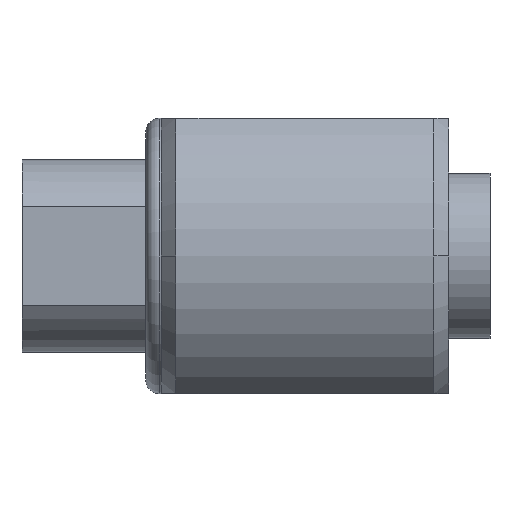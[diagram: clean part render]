
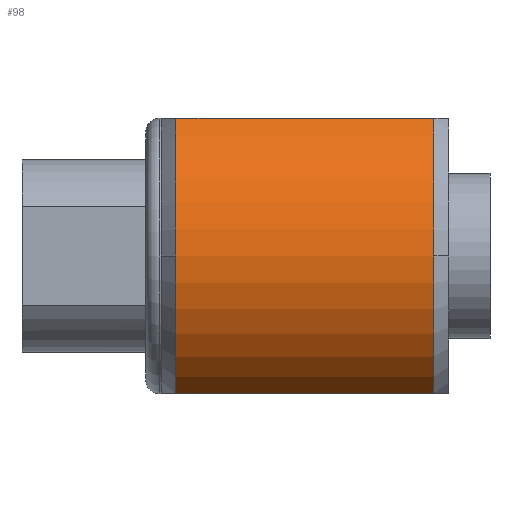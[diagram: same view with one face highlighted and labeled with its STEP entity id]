
A CAD part, front view. The second image highlights one B-rep face of the part: STEP entity #98.
In plain terms, the highlighted cylindrical face has radius 6 mm (diameter 12 mm), a partial arc.
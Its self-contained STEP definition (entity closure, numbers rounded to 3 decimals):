
#98=ADVANCED_FACE('',(#216),#217,.T.);
#216=FACE_OUTER_BOUND('',#363,.T.);
#217=CYLINDRICAL_SURFACE('',#364,6.0);
#363=EDGE_LOOP('',(#560,#561,#562,#563,#564,#565));
#364=AXIS2_PLACEMENT_3D('',#566,#567,#568);
#560=ORIENTED_EDGE('',*,*,#879,.T.);
#561=ORIENTED_EDGE('',*,*,#859,.T.);
#562=ORIENTED_EDGE('',*,*,#890,.T.);
#563=ORIENTED_EDGE('',*,*,#891,.T.);
#564=ORIENTED_EDGE('',*,*,#864,.T.);
#565=ORIENTED_EDGE('',*,*,#888,.T.);
#566=CARTESIAN_POINT('',(5.775,0.0,0.0));
#567=DIRECTION('',(1.0,0.0,0.0));
#568=DIRECTION('',(0.0,0.0,-1.0));
#859=EDGE_CURVE('',#1019,#1016,#1020,.T.);
#864=EDGE_CURVE('',#1028,#1025,#1029,.T.);
#879=EDGE_CURVE('',#1051,#1019,#1052,.T.);
#888=EDGE_CURVE('',#1025,#1051,#1062,.T.);
#890=EDGE_CURVE('',#1016,#1064,#1065,.T.);
#891=EDGE_CURVE('',#1064,#1028,#1066,.T.);
#1016=VERTEX_POINT('',#1245);
#1019=VERTEX_POINT('',#1249);
#1020=CIRCLE('',#1250,6.0);
#1025=VERTEX_POINT('',#1264);
#1028=VERTEX_POINT('',#1268);
#1029=CIRCLE('',#1269,6.0);
#1051=VERTEX_POINT('',#1313);
#1052=LINE('',#1314,#1315);
#1062=CIRCLE('',#1337,6.0);
#1064=VERTEX_POINT('',#1339);
#1065=CIRCLE('',#1340,6.0);
#1066=LINE('',#1341,#1342);
#1245=CARTESIAN_POINT('',(10.459,-6.0,0.));
#1249=CARTESIAN_POINT('',(10.459,-3.317,-5.0));
#1250=AXIS2_PLACEMENT_3D('',#1541,#1542,#1543);
#1264=CARTESIAN_POINT('',(1.091,-6.0,0.));
#1268=CARTESIAN_POINT('',(1.091,-3.317,5.0));
#1269=AXIS2_PLACEMENT_3D('',#1548,#1549,#1550);
#1313=CARTESIAN_POINT('',(1.091,-3.317,-5.0));
#1314=CARTESIAN_POINT('',(5.775,-3.317,-5.0));
#1315=VECTOR('',#1570,1.0);
#1337=AXIS2_PLACEMENT_3D('',#1580,#1581,#1582);
#1339=CARTESIAN_POINT('',(10.459,-3.317,5.0));
#1340=AXIS2_PLACEMENT_3D('',#1583,#1584,#1585);
#1341=CARTESIAN_POINT('',(5.775,-3.317,5.0));
#1342=VECTOR('',#1586,1.0);
#1541=CARTESIAN_POINT('',(10.459,0.0,0.0));
#1542=DIRECTION('',(-1.0,0.0,0.));
#1543=DIRECTION('',(0.,0.0,-1.0));
#1548=CARTESIAN_POINT('',(1.091,0.0,0.0));
#1549=DIRECTION('',(1.0,0.0,0.));
#1550=DIRECTION('',(0.,0.0,-1.0));
#1570=DIRECTION('',(1.0,0.0,0.0));
#1580=CARTESIAN_POINT('',(1.091,0.0,0.0));
#1581=DIRECTION('',(1.0,0.0,0.));
#1582=DIRECTION('',(0.,0.0,-1.0));
#1583=CARTESIAN_POINT('',(10.459,0.0,0.0));
#1584=DIRECTION('',(-1.0,0.0,0.));
#1585=DIRECTION('',(0.,0.0,-1.0));
#1586=DIRECTION('',(-1.0,-0.0,0.0));
